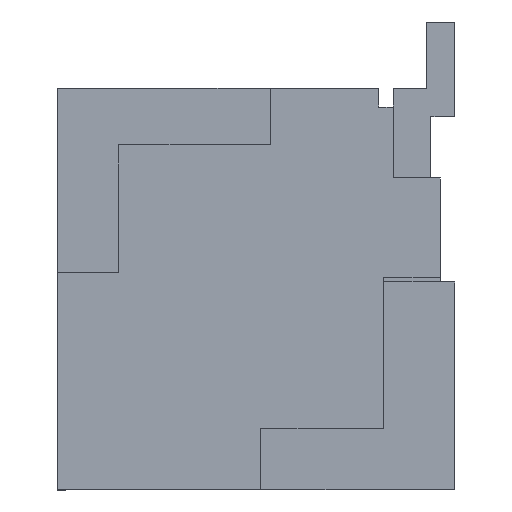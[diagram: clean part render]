
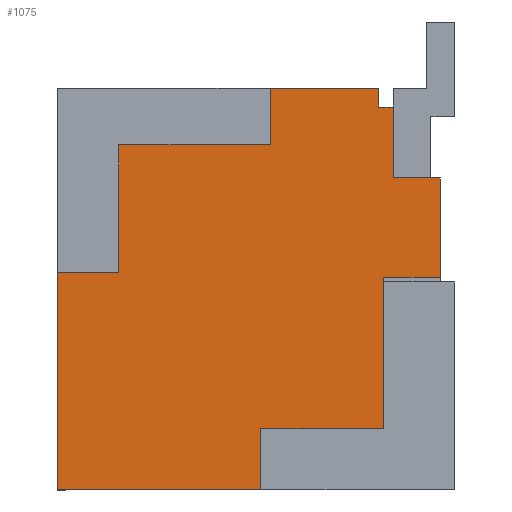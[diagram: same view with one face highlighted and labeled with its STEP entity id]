
A CAD part, left-side view. The second image highlights one B-rep face of the part: STEP entity #1075.
In plain terms, the highlighted planar face has unit normal (-1, 0, 0).
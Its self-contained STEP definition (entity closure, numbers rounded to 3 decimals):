
#1027 = ORIENTED_EDGE ( 'NONE', *, *, #1028, .T. ) ;
#1028 = EDGE_CURVE ( 'NONE', #1110, #1029, #3845, .T. ) ;
#1029 = VERTEX_POINT ( 'NONE', #3841 ) ;
#1030 = ORIENTED_EDGE ( 'NONE', *, *, #1031, .T. ) ;
#1031 = EDGE_CURVE ( 'NONE', #1029, #1032, #3840, .T. ) ;
#1032 = VERTEX_POINT ( 'NONE', #3836 ) ;
#1075 = ADVANCED_FACE ( 'NONE', ( #3987 ), #3971, .F. ) ;
#1076 = EDGE_LOOP ( 'NONE', ( #1077, #1081, #1084, #1096, #1099, #1103, #1105, #1108, #1027, #1030, #1123, #1126, #1129, #1132, #1135, #1138 ) ) ;
#1077 = ORIENTED_EDGE ( 'NONE', *, *, #1078, .T. ) ;
#1078 = EDGE_CURVE ( 'NONE', #1079, #1080, #3965, .T. ) ;
#1079 = VERTEX_POINT ( 'NONE', #4021 ) ;
#1080 = VERTEX_POINT ( 'NONE', #4020 ) ;
#1081 = ORIENTED_EDGE ( 'NONE', *, *, #1082, .T. ) ;
#1082 = EDGE_CURVE ( 'NONE', #1080, #1083, #4019, .T. ) ;
#1083 = VERTEX_POINT ( 'NONE', #4015 ) ;
#1084 = ORIENTED_EDGE ( 'NONE', *, *, #1085, .T. ) ;
#1085 = EDGE_CURVE ( 'NONE', #1083, #1086, #4014, .T. ) ;
#1086 = VERTEX_POINT ( 'NONE', #4010 ) ;
#1096 = ORIENTED_EDGE ( 'NONE', *, *, #1097, .T. ) ;
#1097 = EDGE_CURVE ( 'NONE', #1086, #1098, #4036, .T. ) ;
#1098 = VERTEX_POINT ( 'NONE', #4032 ) ;
#1099 = ORIENTED_EDGE ( 'NONE', *, *, #1100, .F. ) ;
#1100 = EDGE_CURVE ( 'NONE', #1101, #1098, #4031, .T. ) ;
#1101 = VERTEX_POINT ( 'NONE', #4027 ) ;
#1102 = VERTEX_POINT ( 'NONE', #4026 ) ;
#1103 = ORIENTED_EDGE ( 'NONE', *, *, #1104, .T. ) ;
#1104 = EDGE_CURVE ( 'NONE', #1101, #1102, #4025, .T. ) ;
#1105 = ORIENTED_EDGE ( 'NONE', *, *, #1106, .T. ) ;
#1106 = EDGE_CURVE ( 'NONE', #1102, #1107, #4081, .T. ) ;
#1107 = VERTEX_POINT ( 'NONE', #4077 ) ;
#1108 = ORIENTED_EDGE ( 'NONE', *, *, #1109, .T. ) ;
#1109 = EDGE_CURVE ( 'NONE', #1107, #1110, #4076, .T. ) ;
#1110 = VERTEX_POINT ( 'NONE', #4072 ) ;
#1123 = ORIENTED_EDGE ( 'NONE', *, *, #1124, .T. ) ;
#1124 = EDGE_CURVE ( 'NONE', #1032, #1125, #4118, .T. ) ;
#1125 = VERTEX_POINT ( 'NONE', #4114 ) ;
#1126 = ORIENTED_EDGE ( 'NONE', *, *, #1127, .T. ) ;
#1127 = EDGE_CURVE ( 'NONE', #1125, #1128, #4113, .T. ) ;
#1128 = VERTEX_POINT ( 'NONE', #4109 ) ;
#1129 = ORIENTED_EDGE ( 'NONE', *, *, #1130, .T. ) ;
#1130 = EDGE_CURVE ( 'NONE', #1128, #1131, #4108, .T. ) ;
#1131 = VERTEX_POINT ( 'NONE', #4104 ) ;
#1132 = ORIENTED_EDGE ( 'NONE', *, *, #1133, .T. ) ;
#1133 = EDGE_CURVE ( 'NONE', #1131, #1134, #4103, .T. ) ;
#1134 = VERTEX_POINT ( 'NONE', #4099 ) ;
#1135 = ORIENTED_EDGE ( 'NONE', *, *, #1136, .T. ) ;
#1136 = EDGE_CURVE ( 'NONE', #1134, #1137, #4098, .T. ) ;
#1137 = VERTEX_POINT ( 'NONE', #4094 ) ;
#1138 = ORIENTED_EDGE ( 'NONE', *, *, #1139, .F. ) ;
#1139 = EDGE_CURVE ( 'NONE', #1079, #1137, #4092, .T. ) ;
#3836 = CARTESIAN_POINT ( 'NONE',  ( -14.5, -0.175, 1.725 ) ) ;
#3837 = DIRECTION ( 'NONE',  ( 0., -1., 0. ) ) ;
#3838 = VECTOR ( 'NONE', #3837, 1000. ) ;
#3839 = CARTESIAN_POINT ( 'NONE',  ( -14.5, 0.425, 1.725 ) ) ;
#3840 = LINE ( 'NONE', #3839, #3838 ) ;
#3841 = CARTESIAN_POINT ( 'NONE',  ( -14.5, 0.425, 1.725 ) ) ;
#3842 = DIRECTION ( 'NONE',  ( 0., 0., 1. ) ) ;
#3843 = VECTOR ( 'NONE', #3842, 1000. ) ;
#3844 = CARTESIAN_POINT ( 'NONE',  ( -14.5, 0.425, 0.125 ) ) ;
#3845 = LINE ( 'NONE', #3844, #3843 ) ;
#3964 = CARTESIAN_POINT ( 'NONE',  ( -14.5, 1.625, 3.125 ) ) ;
#3965 = LINE ( 'NONE', #3964, #4023 ) ;
#3967 = DIRECTION ( 'NONE',  ( 0., -1., 0. ) ) ;
#3968 = DIRECTION ( 'NONE',  ( 1., 0., 0. ) ) ;
#3969 = CARTESIAN_POINT ( 'NONE',  ( -14.5, 3.875, 3.725 ) ) ;
#3970 = AXIS2_PLACEMENT_3D ( 'NONE', #3969, #3968, #3967 ) ;
#3971 = PLANE ( 'NONE',  #3970 ) ;
#3987 = FACE_OUTER_BOUND ( 'NONE', #1076, .T. ) ;
#4010 = CARTESIAN_POINT ( 'NONE',  ( -14.5, 3.225, 1.775 ) ) ;
#4011 = DIRECTION ( 'NONE',  ( 0., 0., -1. ) ) ;
#4012 = VECTOR ( 'NONE', #4011, 1000. ) ;
#4013 = CARTESIAN_POINT ( 'NONE',  ( -14.5, 3.225, 1.775 ) ) ;
#4014 = LINE ( 'NONE', #4013, #4012 ) ;
#4015 = CARTESIAN_POINT ( 'NONE',  ( -14.5, 3.225, 3.125 ) ) ;
#4016 = DIRECTION ( 'NONE',  ( 0., 1., 0. ) ) ;
#4017 = VECTOR ( 'NONE', #4016, 1000. ) ;
#4018 = CARTESIAN_POINT ( 'NONE',  ( -14.5, 3.225, 3.125 ) ) ;
#4019 = LINE ( 'NONE', #4018, #4017 ) ;
#4020 = CARTESIAN_POINT ( 'NONE',  ( -14.5, 1.625, 3.125 ) ) ;
#4021 = CARTESIAN_POINT ( 'NONE',  ( -14.5, 1.625, 3.725 ) ) ;
#4022 = DIRECTION ( 'NONE',  ( 0., 0., -1. ) ) ;
#4023 = VECTOR ( 'NONE', #4022, 1000. ) ;
#4024 = CARTESIAN_POINT ( 'NONE',  ( -14.5, 3.875, -0.525 ) ) ;
#4025 = LINE ( 'NONE', #4024, #4083 ) ;
#4026 = CARTESIAN_POINT ( 'NONE',  ( -14.5, 1.725, -0.525 ) ) ;
#4027 = CARTESIAN_POINT ( 'NONE',  ( -14.5, 3.875, -0.525 ) ) ;
#4028 = DIRECTION ( 'NONE',  ( 0., 0., 1. ) ) ;
#4029 = VECTOR ( 'NONE', #4028, 1000. ) ;
#4030 = CARTESIAN_POINT ( 'NONE',  ( -14.5, 3.875, 3.725 ) ) ;
#4031 = LINE ( 'NONE', #4030, #4029 ) ;
#4032 = CARTESIAN_POINT ( 'NONE',  ( -14.5, 3.875, 1.775 ) ) ;
#4033 = DIRECTION ( 'NONE',  ( 0., 1., 0. ) ) ;
#4034 = VECTOR ( 'NONE', #4033, 1000. ) ;
#4035 = CARTESIAN_POINT ( 'NONE',  ( -14.5, 3.875, 1.775 ) ) ;
#4036 = LINE ( 'NONE', #4035, #4034 ) ;
#4072 = CARTESIAN_POINT ( 'NONE',  ( -14.5, 0.425, 0.125 ) ) ;
#4073 = DIRECTION ( 'NONE',  ( 0., -1., 0. ) ) ;
#4074 = VECTOR ( 'NONE', #4073, 1000. ) ;
#4075 = CARTESIAN_POINT ( 'NONE',  ( -14.5, 1.725, 0.125 ) ) ;
#4076 = LINE ( 'NONE', #4075, #4074 ) ;
#4077 = CARTESIAN_POINT ( 'NONE',  ( -14.5, 1.725, 0.125 ) ) ;
#4078 = DIRECTION ( 'NONE',  ( 0., 0., 1. ) ) ;
#4079 = VECTOR ( 'NONE', #4078, 1000. ) ;
#4080 = CARTESIAN_POINT ( 'NONE',  ( -14.5, 1.725, -0.525 ) ) ;
#4081 = LINE ( 'NONE', #4080, #4079 ) ;
#4082 = DIRECTION ( 'NONE',  ( 0., -1., 0. ) ) ;
#4083 = VECTOR ( 'NONE', #4082, 1000. ) ;
#4089 = DIRECTION ( 'NONE',  ( 0., -1., 0. ) ) ;
#4090 = VECTOR ( 'NONE', #4089, 1000. ) ;
#4091 = CARTESIAN_POINT ( 'NONE',  ( -14.5, 3.875, 3.725 ) ) ;
#4092 = LINE ( 'NONE', #4091, #4090 ) ;
#4094 = CARTESIAN_POINT ( 'NONE',  ( -14.5, 0.475, 3.725 ) ) ;
#4095 = DIRECTION ( 'NONE',  ( 0., 0., 1. ) ) ;
#4096 = VECTOR ( 'NONE', #4095, 1000. ) ;
#4097 = CARTESIAN_POINT ( 'NONE',  ( -14.5, 0.475, 3.525 ) ) ;
#4098 = LINE ( 'NONE', #4097, #4096 ) ;
#4099 = CARTESIAN_POINT ( 'NONE',  ( -14.5, 0.475, 3.525 ) ) ;
#4100 = DIRECTION ( 'NONE',  ( 0., 1., 0. ) ) ;
#4101 = VECTOR ( 'NONE', #4100, 1000. ) ;
#4102 = CARTESIAN_POINT ( 'NONE',  ( -14.5, 0.325, 3.525 ) ) ;
#4103 = LINE ( 'NONE', #4102, #4101 ) ;
#4104 = CARTESIAN_POINT ( 'NONE',  ( -14.5, 0.325, 3.525 ) ) ;
#4105 = DIRECTION ( 'NONE',  ( 0., 0., 1. ) ) ;
#4106 = VECTOR ( 'NONE', #4105, 1000. ) ;
#4107 = CARTESIAN_POINT ( 'NONE',  ( -14.5, 0.325, 2.775 ) ) ;
#4108 = LINE ( 'NONE', #4107, #4106 ) ;
#4109 = CARTESIAN_POINT ( 'NONE',  ( -14.5, 0.325, 2.775 ) ) ;
#4110 = DIRECTION ( 'NONE',  ( 0., 1., 0. ) ) ;
#4111 = VECTOR ( 'NONE', #4110, 1000. ) ;
#4112 = CARTESIAN_POINT ( 'NONE',  ( -14.5, -0.175, 2.775 ) ) ;
#4113 = LINE ( 'NONE', #4112, #4111 ) ;
#4114 = CARTESIAN_POINT ( 'NONE',  ( -14.5, -0.175, 2.775 ) ) ;
#4115 = DIRECTION ( 'NONE',  ( 0., 0., 1. ) ) ;
#4116 = VECTOR ( 'NONE', #4115, 1000. ) ;
#4117 = CARTESIAN_POINT ( 'NONE',  ( -14.5, -0.175, 3.725 ) ) ;
#4118 = LINE ( 'NONE', #4117, #4116 ) ;
